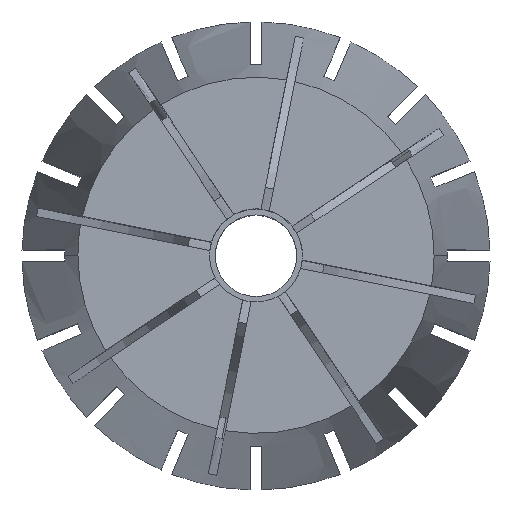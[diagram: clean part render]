
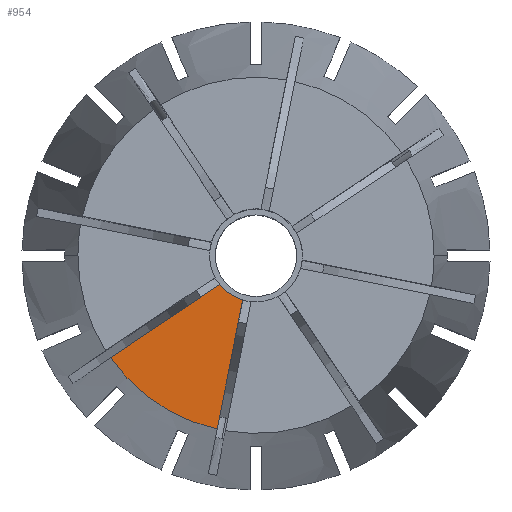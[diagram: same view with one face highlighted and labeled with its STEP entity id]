
A CAD part, top view. The second image highlights one B-rep face of the part: STEP entity #954.
In plain terms, the highlighted planar face has unit normal (0, 0, 1).
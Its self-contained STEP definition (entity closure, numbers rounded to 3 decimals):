
#394 = ORIENTED_EDGE ( 'NONE', *, *, #3158, .F. ) ;
#673 = DIRECTION ( 'NONE',  ( -0.195, -0.981, 0. ) ) ;
#739 = CARTESIAN_POINT ( 'NONE',  ( -12.755, -8.974, 0. ) ) ;
#954 = ADVANCED_FACE ( 'NONE', ( #6678 ), #2994, .F. ) ;
#1049 = VERTEX_POINT ( 'NONE', #1953 ) ;
#1369 = ORIENTED_EDGE ( 'NONE', *, *, #3987, .T. ) ;
#1405 = AXIS2_PLACEMENT_3D ( 'NONE', #7096, #6006, #6534 ) ;
#1636 = AXIS2_PLACEMENT_3D ( 'NONE', #4284, #1924, #6066 ) ;
#1852 = VECTOR ( 'NONE', #6347, 1000. ) ;
#1924 = DIRECTION ( 'NONE',  ( 0., 0., 1. ) ) ;
#1953 = CARTESIAN_POINT ( 'NONE',  ( -3.409, -15.218, 0. ) ) ;
#2014 = EDGE_CURVE ( 'NONE', #4827, #1049, #2248, .T. ) ;
#2248 = LINE ( 'NONE', #4779, #6752 ) ;
#2490 = DIRECTION ( 'NONE',  ( 1., 0., 0. ) ) ;
#2994 = PLANE ( 'NONE',  #1405 ) ;
#3158 = EDGE_CURVE ( 'NONE', #3652, #4530, #6828, .T. ) ;
#3402 = CARTESIAN_POINT ( 'NONE',  ( 0.208, -0.312, 0. ) ) ;
#3512 = CARTESIAN_POINT ( 'NONE',  ( 0., 0., 0. ) ) ;
#3652 = VERTEX_POINT ( 'NONE', #739 ) ;
#3987 = EDGE_CURVE ( 'NONE', #3652, #1049, #7065, .T. ) ;
#4227 = EDGE_LOOP ( 'NONE', ( #6166, #394, #1369, #7568 ) ) ;
#4246 = CIRCLE ( 'NONE', #1636, 4.072 ) ;
#4284 = CARTESIAN_POINT ( 'NONE',  ( 0., 0., 0. ) ) ;
#4530 = VERTEX_POINT ( 'NONE', #7120 ) ;
#4722 = DIRECTION ( 'NONE',  ( 0., 0., 1. ) ) ;
#4779 = CARTESIAN_POINT ( 'NONE',  ( -0.368, 0.073, 0. ) ) ;
#4827 = VERTEX_POINT ( 'NONE', #6384 ) ;
#6006 = DIRECTION ( 'NONE',  ( 0., 0., -1. ) ) ;
#6066 = DIRECTION ( 'NONE',  ( 1., 0., 0. ) ) ;
#6166 = ORIENTED_EDGE ( 'NONE', *, *, #7260, .F. ) ;
#6347 = DIRECTION ( 'NONE',  ( 0.831, 0.556, 0. ) ) ;
#6384 = CARTESIAN_POINT ( 'NONE',  ( -1.159, -3.904, 0. ) ) ;
#6534 = DIRECTION ( 'NONE',  ( -1., 0., 0. ) ) ;
#6678 = FACE_OUTER_BOUND ( 'NONE', #4227, .T. ) ;
#6752 = VECTOR ( 'NONE', #673, 1000. ) ;
#6828 = LINE ( 'NONE', #3402, #1852 ) ;
#7065 = CIRCLE ( 'NONE', #7090, 15.595 ) ;
#7090 = AXIS2_PLACEMENT_3D ( 'NONE', #3512, #4722, #2490 ) ;
#7096 = CARTESIAN_POINT ( 'NONE',  ( 0., 0., 0. ) ) ;
#7120 = CARTESIAN_POINT ( 'NONE',  ( -3.163, -2.564, 0. ) ) ;
#7260 = EDGE_CURVE ( 'NONE', #4530, #4827, #4246, .T. ) ;
#7568 = ORIENTED_EDGE ( 'NONE', *, *, #2014, .F. ) ;
